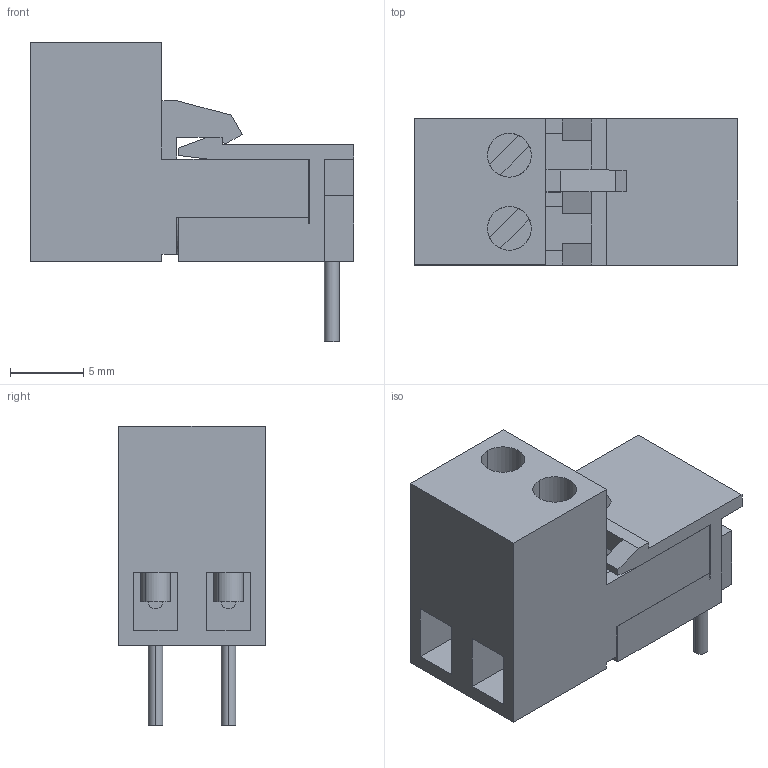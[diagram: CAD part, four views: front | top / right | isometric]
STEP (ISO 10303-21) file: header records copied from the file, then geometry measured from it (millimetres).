
FILE_DESCRIPTION(('FreeCAD Model'),'2;1');
FILE_NAME('Open CASCADE Shape Model','2025-03-06T00:21:58',('Author'),( ''),'Open CASCADE STEP processor 7.8','FreeCAD','Unknown');
FILE_SCHEMA(('AUTOMOTIVE_DESIGN { 1 0 10303 214 1 1 1 1 }'));
Length unit declared in the file: millimetre
Products named in the file (11): Terminal-Fonix-2pin; N; N Geometry; pin002; pin; pin001; M; M Geometry; pich002; pich; pich001
Assembly tree (10 placements, depth 4):
  Terminal-Fonix-2pin
    N
      N Geometry
      pin002
        pin
        pin001
    M
      M Geometry
      pich002
        pich
        pich001
Bounding box: 22.11 x 10 x 20.5 mm (x, y, z)
Volume: 1919.8 mm3; surface area: 2879.1 mm2
Topology: 6 solids, 6 shells, 186 faces, 466 edges, 291 vertices
Faces by surface type: plane 130, cylinder 44, cone 8, bspline 4
Entity records: 5950 total; most frequent: CARTESIAN_POINT 1208, DIRECTION 949, ORIENTED_EDGE 924, EDGE_CURVE 462, LINE 357, VECTOR 357, AXIS2_PLACEMENT_3D 296, VERTEX_POINT 291
